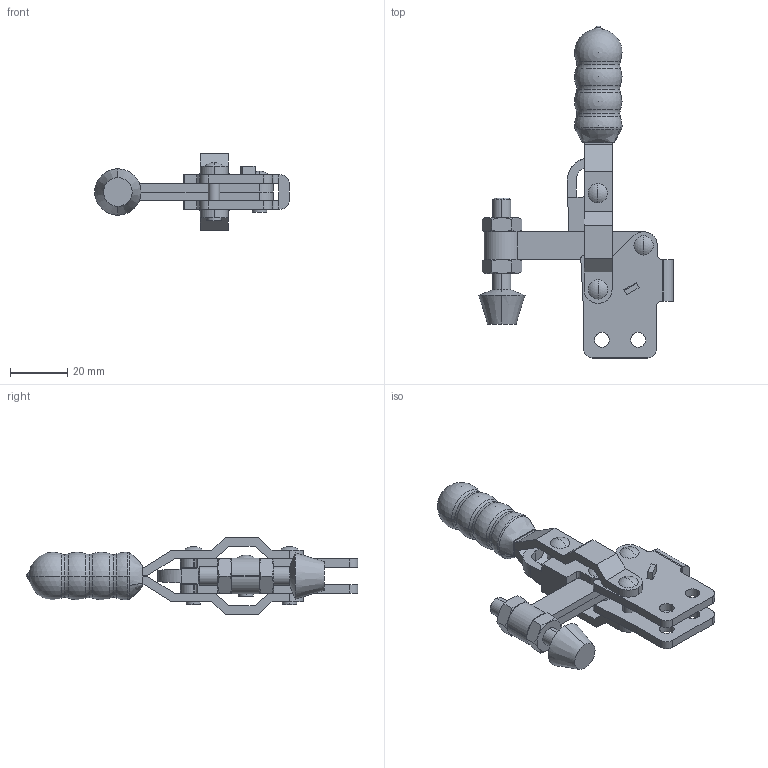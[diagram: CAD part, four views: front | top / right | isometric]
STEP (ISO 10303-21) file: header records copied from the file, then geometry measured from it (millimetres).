
FILE_DESCRIPTION (( 'STEP AP214' ), '1' );
FILE_NAME ('EMC12055.STEP', '2019-01-08T08:49:21', ( 'LinWei' ), ( '' ), 'SwSTEP 2.0', 'SolidWorks 2016', '' );
FILE_SCHEMA (( 'AUTOMOTIVE_DESIGN' ));
Length unit declared in the file: millimetre
Products named in the file (7): 11205001-1^EMC12055; 11205008-1^EMC12055; Group5^EMC12055; Group4^EMC12055; Group2^EMC12055; Group1^EMC12055; EMC12055
Assembly tree (6 placements, depth 2):
  EMC12055
    Group1^EMC12055
    Group2^EMC12055
    Group4^EMC12055
    Group5^EMC12055
    11205008-1^EMC12055
    11205001-1^EMC12055
Bounding box: 68 x 116 x 26.8 mm (x, y, z)
Volume: 27842.5 mm3; surface area: 18320 mm2
Topology: 6 solids, 6 shells, 270 faces, 714 edges, 463 vertices
Faces by surface type: plane 111, cylinder 98, sphere 18, torus 16, cone 14, bspline 13
Entity records: 10378 total; most frequent: CARTESIAN_POINT 2711, DIRECTION 1439, ORIENTED_EDGE 1388, EDGE_CURVE 694, AXIS2_PLACEMENT_3D 547, VERTEX_POINT 451, VECTOR 345, LINE 345
